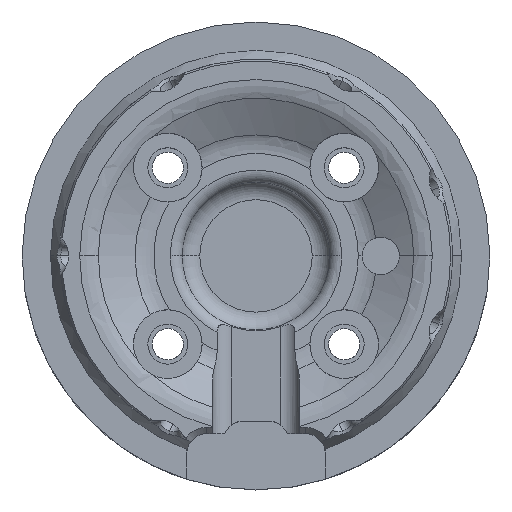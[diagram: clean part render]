
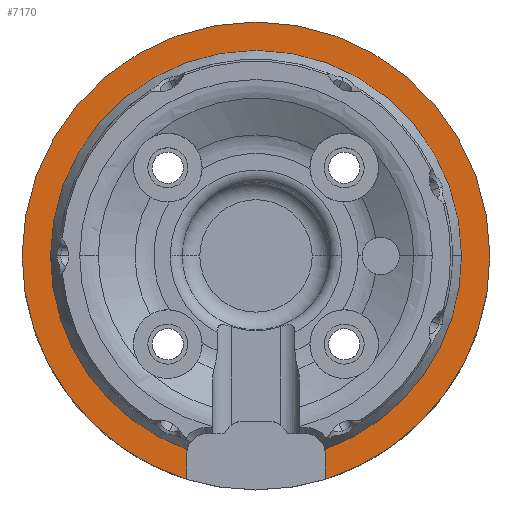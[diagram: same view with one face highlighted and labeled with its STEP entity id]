
A CAD part, top view. The second image highlights one B-rep face of the part: STEP entity #7170.
In plain terms, the highlighted planar face has unit normal (0, 0, 1).
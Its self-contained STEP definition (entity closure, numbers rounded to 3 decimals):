
#137 = DIRECTION ( 'NONE',  ( 0., 0., 1. ) ) ;
#295 = EDGE_CURVE ( 'NONE', #5381, #5833, #7919, .T. ) ;
#435 = CARTESIAN_POINT ( 'NONE',  ( 35.744, 10.364, 58.878 ) ) ;
#568 = DIRECTION ( 'NONE',  ( 0., 0., 1. ) ) ;
#602 = CARTESIAN_POINT ( 'NONE',  ( 57.587, 42.064, 58.878 ) ) ;
#612 = DIRECTION ( 'NONE',  ( 1., 0., 0. ) ) ;
#721 = EDGE_CURVE ( 'NONE', #6940, #3875, #3430, .T. ) ;
#801 = CARTESIAN_POINT ( 'NONE',  ( 13.544, 10.364, 58.878 ) ) ;
#810 = AXIS2_PLACEMENT_3D ( 'NONE', #2406, #6234, #3538 ) ;
#842 = VERTEX_POINT ( 'NONE', #1405 ) ;
#846 = CARTESIAN_POINT ( 'NONE',  ( 32.544, 10.364, 58.878 ) ) ;
#932 = ORIENTED_EDGE ( 'NONE', *, *, #995, .T. ) ;
#934 = CARTESIAN_POINT ( 'NONE',  ( 62.144, 42.064, 58.878 ) ) ;
#944 = VECTOR ( 'NONE', #7088, 1000. ) ;
#995 = EDGE_CURVE ( 'NONE', #4231, #3875, #3727, .T. ) ;
#1008 = AXIS2_PLACEMENT_3D ( 'NONE', #8294, #2628, #3202 ) ;
#1041 = CARTESIAN_POINT ( 'NONE',  ( 13.544, 42.064, 58.878 ) ) ;
#1405 = CARTESIAN_POINT ( 'NONE',  ( -8.299, 42.064, 58.878 ) ) ;
#1588 = PLANE ( 'NONE',  #6994 ) ;
#1693 = DIRECTION ( 'NONE',  ( 0., -1., 0. ) ) ;
#1857 = LINE ( 'NONE', #2518, #944 ) ;
#1980 = CIRCLE ( 'NONE', #1008, 3.2 ) ;
#1989 = AXIS2_PLACEMENT_3D ( 'NONE', #846, #7240, #2027 ) ;
#2027 = DIRECTION ( 'NONE',  ( 1., 0., 0. ) ) ;
#2071 = CIRCLE ( 'NONE', #4518, 37.5 ) ;
#2227 = DIRECTION ( 'NONE',  ( 1., 0., 0. ) ) ;
#2258 = CARTESIAN_POINT ( 'NONE',  ( 24.644, 42.064, 58.878 ) ) ;
#2267 = EDGE_CURVE ( 'NONE', #4627, #842, #6592, .T. ) ;
#2297 = VERTEX_POINT ( 'NONE', #3746 ) ;
#2385 = ORIENTED_EDGE ( 'NONE', *, *, #8251, .T. ) ;
#2406 = CARTESIAN_POINT ( 'NONE',  ( 24.644, 42.064, 58.878 ) ) ;
#2432 = DIRECTION ( 'NONE',  ( 1., 0., 0. ) ) ;
#2518 = CARTESIAN_POINT ( 'NONE',  ( 35.744, 42.064, 58.878 ) ) ;
#2628 = DIRECTION ( 'NONE',  ( 0., 0., 1. ) ) ;
#2667 = CARTESIAN_POINT ( 'NONE',  ( 13.613, 11.023, 58.878 ) ) ;
#3202 = DIRECTION ( 'NONE',  ( 1., 0., 0. ) ) ;
#3210 = CARTESIAN_POINT ( 'NONE',  ( 13.544, 6.245, 58.878 ) ) ;
#3430 = CIRCLE ( 'NONE', #1989, 3.2 ) ;
#3478 = CARTESIAN_POINT ( 'NONE',  ( 24.644, 42.064, 58.878 ) ) ;
#3489 = LINE ( 'NONE', #1041, #4407 ) ;
#3538 = DIRECTION ( 'NONE',  ( 1., 0., 0. ) ) ;
#3547 = CARTESIAN_POINT ( 'NONE',  ( -12.856, 42.064, 58.878 ) ) ;
#3640 = CARTESIAN_POINT ( 'NONE',  ( 24.644, 42.064, 58.878 ) ) ;
#3727 = CIRCLE ( 'NONE', #810, 32.943 ) ;
#3734 = AXIS2_PLACEMENT_3D ( 'NONE', #4716, #7176, #7232 ) ;
#3746 = CARTESIAN_POINT ( 'NONE',  ( 35.744, 6.245, 58.878 ) ) ;
#3875 = VERTEX_POINT ( 'NONE', #7706 ) ;
#3898 = EDGE_CURVE ( 'NONE', #2297, #6940, #1857, .T. ) ;
#4142 = AXIS2_PLACEMENT_3D ( 'NONE', #3478, #5427, #7457 ) ;
#4231 = VERTEX_POINT ( 'NONE', #602 ) ;
#4387 = EDGE_CURVE ( 'NONE', #8217, #5381, #7933, .T. ) ;
#4407 = VECTOR ( 'NONE', #1693, 1000. ) ;
#4488 = FACE_OUTER_BOUND ( 'NONE', #6541, .T. ) ;
#4518 = AXIS2_PLACEMENT_3D ( 'NONE', #7827, #137, #7799 ) ;
#4627 = VERTEX_POINT ( 'NONE', #2667 ) ;
#4662 = ORIENTED_EDGE ( 'NONE', *, *, #721, .F. ) ;
#4716 = CARTESIAN_POINT ( 'NONE',  ( 24.644, 42.064, 58.878 ) ) ;
#5098 = AXIS2_PLACEMENT_3D ( 'NONE', #5645, #568, #2432 ) ;
#5118 = ORIENTED_EDGE ( 'NONE', *, *, #4387, .T. ) ;
#5381 = VERTEX_POINT ( 'NONE', #3547 ) ;
#5427 = DIRECTION ( 'NONE',  ( 0., 0., -1. ) ) ;
#5645 = CARTESIAN_POINT ( 'NONE',  ( 24.644, 42.064, 58.878 ) ) ;
#5656 = EDGE_CURVE ( 'NONE', #4627, #5916, #1980, .T. ) ;
#5664 = DIRECTION ( 'NONE',  ( 0., 0., -1. ) ) ;
#5690 = AXIS2_PLACEMENT_3D ( 'NONE', #3640, #5664, #612 ) ;
#5833 = VERTEX_POINT ( 'NONE', #3210 ) ;
#5916 = VERTEX_POINT ( 'NONE', #801 ) ;
#6029 = DIRECTION ( 'NONE',  ( 0., 0., 1. ) ) ;
#6181 = EDGE_CURVE ( 'NONE', #2297, #8217, #2071, .T. ) ;
#6234 = DIRECTION ( 'NONE',  ( 0., 0., -1. ) ) ;
#6437 = ORIENTED_EDGE ( 'NONE', *, *, #3898, .F. ) ;
#6541 = EDGE_LOOP ( 'NONE', ( #6956, #7415, #8266, #2385, #932, #4662, #6437, #6992, #5118, #7047 ) ) ;
#6592 = CIRCLE ( 'NONE', #5690, 32.943 ) ;
#6832 = CIRCLE ( 'NONE', #4142, 32.943 ) ;
#6940 = VERTEX_POINT ( 'NONE', #435 ) ;
#6956 = ORIENTED_EDGE ( 'NONE', *, *, #7619, .F. ) ;
#6992 = ORIENTED_EDGE ( 'NONE', *, *, #6181, .T. ) ;
#6994 = AXIS2_PLACEMENT_3D ( 'NONE', #2258, #6029, #2227 ) ;
#7047 = ORIENTED_EDGE ( 'NONE', *, *, #295, .T. ) ;
#7088 = DIRECTION ( 'NONE',  ( 0., 1., 0. ) ) ;
#7170 = ADVANCED_FACE ( 'NONE', ( #4488 ), #1588, .T. ) ;
#7176 = DIRECTION ( 'NONE',  ( 0., 0., 1. ) ) ;
#7232 = DIRECTION ( 'NONE',  ( 1., 0., 0. ) ) ;
#7240 = DIRECTION ( 'NONE',  ( 0., 0., 1. ) ) ;
#7415 = ORIENTED_EDGE ( 'NONE', *, *, #5656, .F. ) ;
#7457 = DIRECTION ( 'NONE',  ( 1., 0., 0. ) ) ;
#7619 = EDGE_CURVE ( 'NONE', #5916, #5833, #3489, .T. ) ;
#7706 = CARTESIAN_POINT ( 'NONE',  ( 35.676, 11.023, 58.878 ) ) ;
#7799 = DIRECTION ( 'NONE',  ( 1., 0., 0. ) ) ;
#7827 = CARTESIAN_POINT ( 'NONE',  ( 24.644, 42.064, 58.878 ) ) ;
#7919 = CIRCLE ( 'NONE', #5098, 37.5 ) ;
#7933 = CIRCLE ( 'NONE', #3734, 37.5 ) ;
#8217 = VERTEX_POINT ( 'NONE', #934 ) ;
#8251 = EDGE_CURVE ( 'NONE', #842, #4231, #6832, .T. ) ;
#8266 = ORIENTED_EDGE ( 'NONE', *, *, #2267, .T. ) ;
#8294 = CARTESIAN_POINT ( 'NONE',  ( 16.744, 10.364, 58.878 ) ) ;
